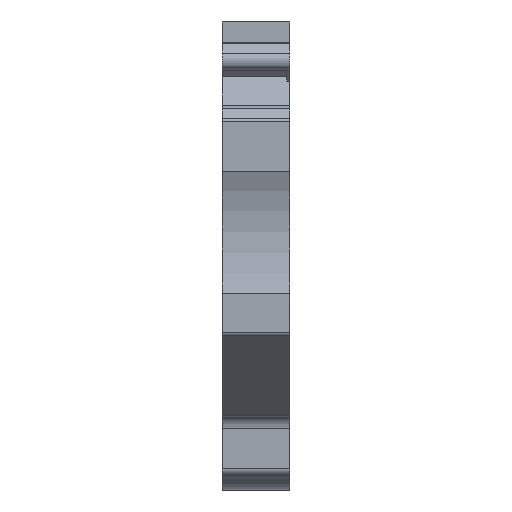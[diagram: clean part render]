
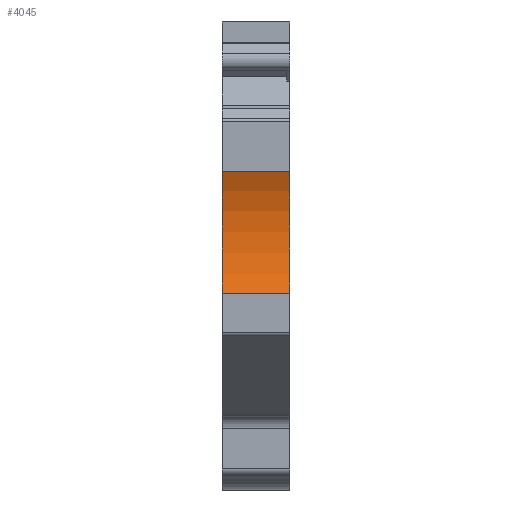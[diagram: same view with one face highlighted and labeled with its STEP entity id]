
A CAD part, left-side view. The second image highlights one B-rep face of the part: STEP entity #4045.
In plain terms, the highlighted cylindrical face has radius 10.6 mm (diameter 21.2 mm), a partial arc.
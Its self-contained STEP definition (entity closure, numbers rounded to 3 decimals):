
#136=CIRCLE('',#4198,10.6);
#174=CIRCLE('',#4301,10.6);
#273=CYLINDRICAL_SURFACE('',#4409,10.6);
#1114=ORIENTED_EDGE('',*,*,#1686,.T.);
#1115=ORIENTED_EDGE('',*,*,#1858,.F.);
#1116=ORIENTED_EDGE('',*,*,#1683,.T.);
#1117=ORIENTED_EDGE('',*,*,#1641,.F.);
#1641=EDGE_CURVE('',#2218,#2219,#136,.F.);
#1683=EDGE_CURVE('',#2254,#2219,#2611,.F.);
#1686=EDGE_CURVE('',#2218,#2256,#2614,.T.);
#1858=EDGE_CURVE('',#2254,#2256,#174,.T.);
#2218=VERTEX_POINT('',#5931);
#2219=VERTEX_POINT('',#5933);
#2254=VERTEX_POINT('',#6013);
#2256=VERTEX_POINT('',#6019);
#2611=LINE('',#6012,#2995);
#2614=LINE('',#6018,#2998);
#2995=VECTOR('',#4803,1000.);
#2998=VECTOR('',#4808,1000.);
#3435=EDGE_LOOP('',(#1114,#1115,#1116,#1117));
#3696=FACE_BOUND('',#3435,.T.);
#4045=ADVANCED_FACE('',(#3696),#273,.F.);
#4198=AXIS2_PLACEMENT_3D('',#5932,#4736,#4737);
#4301=AXIS2_PLACEMENT_3D('',#6350,#5121,#5122);
#4409=AXIS2_PLACEMENT_3D('',#6550,#5376,#5377);
#4736=DIRECTION('',(0.,-1.,0.));
#4737=DIRECTION('',(0.,0.,-1.));
#4803=DIRECTION('',(0.,1.,0.));
#4808=DIRECTION('',(0.,1.,0.));
#5121=DIRECTION('',(0.,-1.,0.));
#5122=DIRECTION('',(-1.,0.,0.));
#5376=DIRECTION('',(0.,1.,0.));
#5377=DIRECTION('',(0.,0.,1.));
#5931=CARTESIAN_POINT('',(-30.,-2.5,7.));
#5932=CARTESIAN_POINT('',(-39.597,-2.5,2.5));
#5933=CARTESIAN_POINT('',(-30.,-2.5,-2.));
#6012=CARTESIAN_POINT('',(-30.,-66.159,-2.));
#6013=CARTESIAN_POINT('',(-30.,2.5,-2.));
#6018=CARTESIAN_POINT('',(-30.,-66.159,7.));
#6019=CARTESIAN_POINT('',(-30.,2.5,7.));
#6350=CARTESIAN_POINT('',(-39.597,2.5,2.5));
#6550=CARTESIAN_POINT('',(-39.597,-66.159,2.5));
